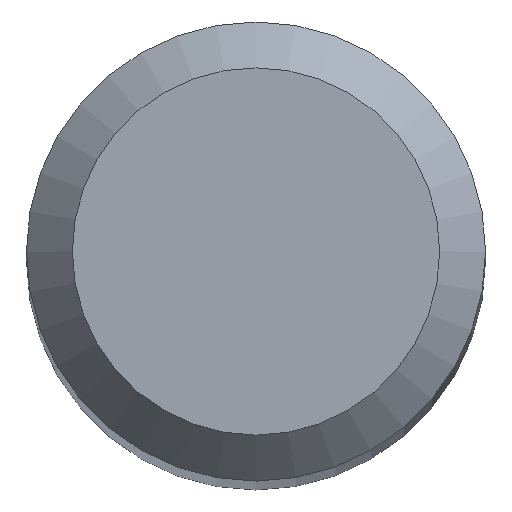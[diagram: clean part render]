
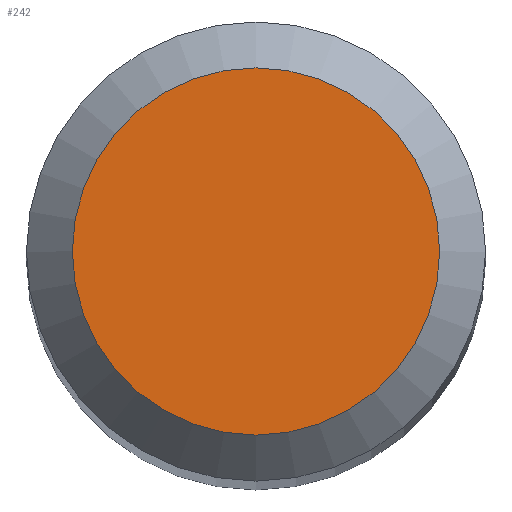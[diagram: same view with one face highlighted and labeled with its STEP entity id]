
A CAD part, top view. The second image highlights one B-rep face of the part: STEP entity #242.
In plain terms, the highlighted planar face has unit normal (0, 0, 1).
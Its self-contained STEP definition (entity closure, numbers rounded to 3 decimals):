
#54 = FACE_OUTER_BOUND ( 'NONE', #298, .T. ) ;
#101 = DIRECTION ( 'NONE',  ( 0., 0., -1. ) ) ;
#125 = EDGE_CURVE ( 'NONE', #223, #223, #267, .T. ) ;
#135 = CARTESIAN_POINT ( 'NONE',  ( 0., 1.2, 61. ) ) ;
#148 = DIRECTION ( 'NONE',  ( 0., 1., 0. ) ) ;
#181 = AXIS2_PLACEMENT_3D ( 'NONE', #263, #285, #148 ) ;
#187 = AXIS2_PLACEMENT_3D ( 'NONE', #198, #101, #216 ) ;
#195 = PLANE ( 'NONE',  #181 ) ;
#198 = CARTESIAN_POINT ( 'NONE',  ( 0., 0., 61. ) ) ;
#216 = DIRECTION ( 'NONE',  ( 0., 1., 0. ) ) ;
#223 = VERTEX_POINT ( 'NONE', #135 ) ;
#242 = ADVANCED_FACE ( 'NONE', ( #54 ), #195, .F. ) ;
#263 = CARTESIAN_POINT ( 'NONE',  ( 0., 0., 61. ) ) ;
#267 = CIRCLE ( 'NONE', #187, 1.2 ) ;
#285 = DIRECTION ( 'NONE',  ( 0., 0., -1. ) ) ;
#298 = EDGE_LOOP ( 'NONE', ( #300 ) ) ;
#300 = ORIENTED_EDGE ( 'NONE', *, *, #125, .F. ) ;
